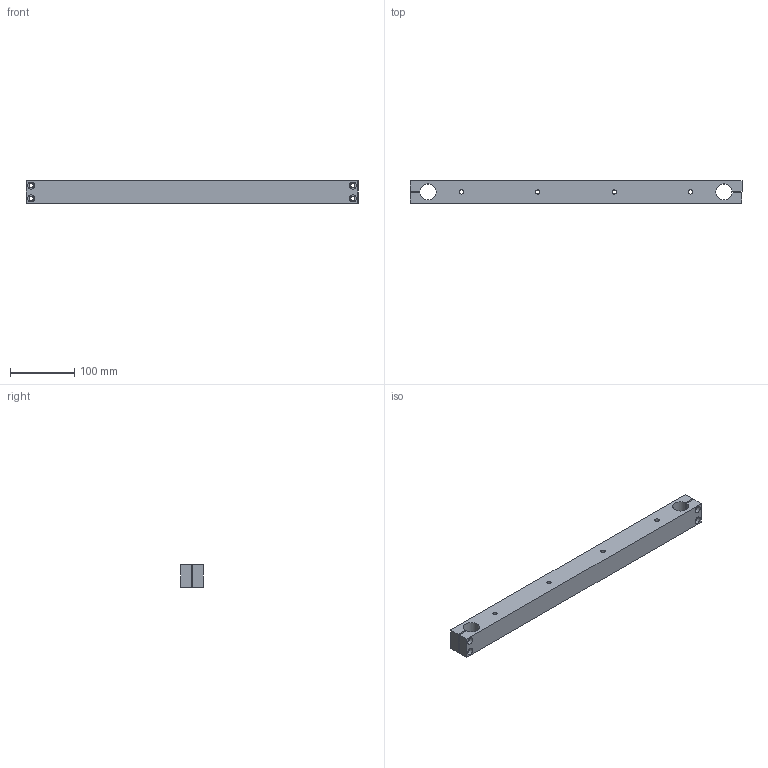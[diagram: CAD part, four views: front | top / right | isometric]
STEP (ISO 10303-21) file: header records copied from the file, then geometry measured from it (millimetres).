
FILE_DESCRIPTION(('FreeCAD Model'),'2;1');
FILE_NAME('Open CASCADE Shape Model','2023-12-13T19:41:41',(''),(''), 'Open CASCADE STEP processor 7.6','FreeCAD','Unknown');
FILE_SCHEMA(('AUTOMOTIVE_DESIGN { 1 0 10303 214 1 1 1 1 }'));
Length unit declared in the file: millimetre
Products named in the file (1): Clamp Shaft Back002
Bounding box: 516.01 x 35 x 35 mm (x, y, z)
Volume: 583259.2 mm3; surface area: 85496.6 mm2
Topology: 1 solids, 1 shells, 42 faces, 96 edges, 64 vertices
Faces by surface type: cylinder 22, plane 20
Full cylindrical faces by diameter (mm): 6.6 x12, 11 x8
Entity records: 1276 total; most frequent: DIRECTION 226, CARTESIAN_POINT 203, ORIENTED_EDGE 192, EDGE_CURVE 96, AXIS2_PLACEMENT_3D 87, FACE_BOUND 74, EDGE_LOOP 74, VERTEX_POINT 64
